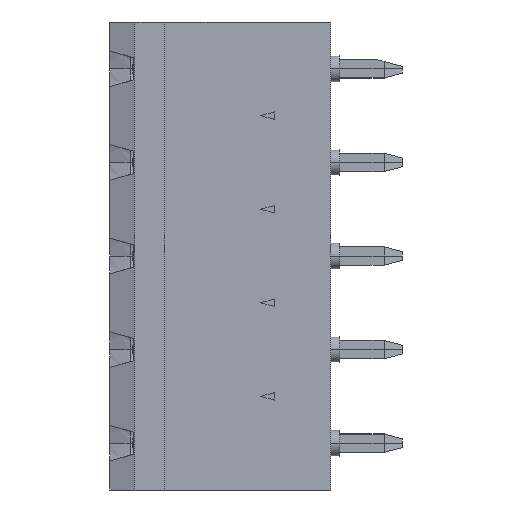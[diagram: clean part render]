
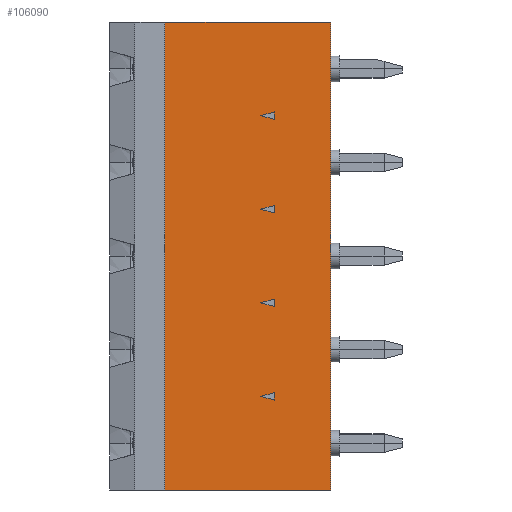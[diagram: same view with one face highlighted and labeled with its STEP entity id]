
A CAD part, left-side view. The second image highlights one B-rep face of the part: STEP entity #106090.
In plain terms, the highlighted face is planar.
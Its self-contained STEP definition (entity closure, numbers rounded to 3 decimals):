
#6790=CARTESIAN_POINT('',(36.627,45.443,
   2.54));
#6800=VERTEX_POINT('',#6790);
#6830=CARTESIAN_POINT('',(0.,45.443,
   2.54));
#6840=DIRECTION('',(1.,0.,
   0.));
#6850=VECTOR('',#6840,1.);
#6860=LINE('',#6830,#6850);
#6870=CARTESIAN_POINT('',(45.627,45.443,
   2.54));
#6880=VERTEX_POINT('',#6870);
#6890=EDGE_CURVE('',#6800,#6880,#6860,.T.);
#26710=CARTESIAN_POINT('',(39.677,45.443
   ,0.));
#26720=DIRECTION('',(0.,0.,
   1.));
#26730=VECTOR('',#26720,1.);
#26740=LINE('',#26710,#26730);
#26750=CARTESIAN_POINT('',(39.677,45.443
   ,-2.741));
#26760=VERTEX_POINT('',#26750);
#26770=CARTESIAN_POINT('',(39.677,45.443
   ,-2.339));
#26780=VERTEX_POINT('',#26770);
#26790=EDGE_CURVE('',#26760,#26780,#26740,.T.);
#27180=CARTESIAN_POINT('',(-0.05,
   45.443,-13.386));
#27190=DIRECTION('',(-0.966,0.,
   -0.259));
#27200=VECTOR('',#27190,1.);
#27210=LINE('',#27180,#27200);
#27220=CARTESIAN_POINT('',(40.427,45.443
   ,-2.54));
#27230=VERTEX_POINT('',#27220);
#27240=EDGE_CURVE('',#27230,#26760,#27210,.T.);
#27560=CARTESIAN_POINT('',(-0.05,
   45.443,8.306));
#27570=DIRECTION('',(0.966,0.,
   -0.259));
#27580=VECTOR('',#27570,1.);
#27590=LINE('',#27560,#27580);
#27600=EDGE_CURVE('',#26780,#27230,#27590,.T.);
#29520=CARTESIAN_POINT('',(36.627,45.443
   ,-22.86));
#29530=VERTEX_POINT('',#29520);
#29560=CARTESIAN_POINT('',(36.627,45.443
   ,-15.32));
#29570=DIRECTION('',(0.,0.,
   1.));
#29580=VECTOR('',#29570,1.);
#29590=LINE('',#29560,#29580);
#29600=EDGE_CURVE('',#29530,#6800,#29590,.T.);
#31250=CARTESIAN_POINT('',(45.627,45.443
   ,-15.32));
#31260=DIRECTION('',(0.,0.,
   1.));
#31270=VECTOR('',#31260,1.);
#31280=LINE('',#31250,#31270);
#31290=CARTESIAN_POINT('',(45.627,45.443
   ,-22.86));
#31300=VERTEX_POINT('',#31290);
#31310=EDGE_CURVE('',#31300,#6880,#31280,.T.);
#58680=CARTESIAN_POINT('',(39.677,45.443
   ,-5.08));
#58690=DIRECTION('',(0.,0.,
   1.));
#58700=VECTOR('',#58690,1.);
#58710=LINE('',#58680,#58700);
#58720=CARTESIAN_POINT('',(39.677,45.443
   ,-7.821));
#58730=VERTEX_POINT('',#58720);
#58740=CARTESIAN_POINT('',(39.677,45.443
   ,-7.419));
#58750=VERTEX_POINT('',#58740);
#58760=EDGE_CURVE('',#58730,#58750,#58710,.T.);
#59150=CARTESIAN_POINT('',(-0.05,
   45.443,-18.466));
#59160=DIRECTION('',(-0.966,0.,
   -0.259));
#59170=VECTOR('',#59160,1.);
#59180=LINE('',#59150,#59170);
#59190=CARTESIAN_POINT('',(40.427,45.443
   ,-7.62));
#59200=VERTEX_POINT('',#59190);
#59210=EDGE_CURVE('',#59200,#58730,#59180,.T.);
#59530=CARTESIAN_POINT('',(-0.05,
   45.443,3.226));
#59540=DIRECTION('',(0.966,0.,
   -0.259));
#59550=VECTOR('',#59540,1.);
#59560=LINE('',#59530,#59550);
#59570=EDGE_CURVE('',#58750,#59200,#59560,.T.);
#86540=CARTESIAN_POINT('',(39.677,45.443
   ,-10.16));
#86550=DIRECTION('',(0.,0.,
   1.));
#86560=VECTOR('',#86550,1.);
#86570=LINE('',#86540,#86560);
#86580=CARTESIAN_POINT('',(39.677,45.443
   ,-12.901));
#86590=VERTEX_POINT('',#86580);
#86600=CARTESIAN_POINT('',(39.677,45.443
   ,-12.499));
#86610=VERTEX_POINT('',#86600);
#86620=EDGE_CURVE('',#86590,#86610,#86570,.T.);
#87010=CARTESIAN_POINT('',(-0.05,
   45.443,-23.546));
#87020=DIRECTION('',(-0.966,0.,
   -0.259));
#87030=VECTOR('',#87020,1.);
#87040=LINE('',#87010,#87030);
#87050=CARTESIAN_POINT('',(40.427,45.443
   ,-12.7));
#87060=VERTEX_POINT('',#87050);
#87070=EDGE_CURVE('',#87060,#86590,#87040,.T.);
#87390=CARTESIAN_POINT('',(-0.05,
   45.443,-1.854));
#87400=DIRECTION('',(0.966,0.,
   -0.259));
#87410=VECTOR('',#87400,1.);
#87420=LINE('',#87390,#87410);
#87430=EDGE_CURVE('',#86610,#87060,#87420,.T.);
#105520=CARTESIAN_POINT('',(45.627,
   45.443,-15.32));
#105530=DIRECTION('',(0.,1.,
   0.));
#105540=DIRECTION('',(1.,0.,
   0.));
#105550=AXIS2_PLACEMENT_3D('',#105520,#105530,#105540);
#105560=PLANE('',#105550);
#105570=CARTESIAN_POINT('',(0.,
   45.443,-22.86));
#105580=DIRECTION('',(1.,0.,
   0.));
#105590=VECTOR('',#105580,1.);
#105600=LINE('',#105570,#105590);
#105610=EDGE_CURVE('',#29530,#31300,#105600,.T.);
#105620=ORIENTED_EDGE('',*,*,#105610,.F.);
#105630=ORIENTED_EDGE('',*,*,#31310,.F.);
#105640=ORIENTED_EDGE('',*,*,#6890,.T.);
#105650=ORIENTED_EDGE('',*,*,#29600,.T.);
#105660=EDGE_LOOP('',(#105650,#105640,#105630,#105620));
#105670=FACE_OUTER_BOUND('',#105660,.T.);
#105680=CARTESIAN_POINT('',(-0.05,
   45.443,-28.626));
#105690=DIRECTION('',(-0.966,0.,
   -0.259));
#105700=VECTOR('',#105690,1.);
#105710=LINE('',#105680,#105700);
#105720=CARTESIAN_POINT('',(40.427,
   45.443,-17.78));
#105730=VERTEX_POINT('',#105720);
#105740=CARTESIAN_POINT('',(39.677,
   45.443,-17.981));
#105750=VERTEX_POINT('',#105740);
#105760=EDGE_CURVE('',#105730,#105750,#105710,.T.);
#105770=ORIENTED_EDGE('',*,*,#105760,.F.);
#105780=CARTESIAN_POINT('',(39.677,
   45.443,-15.24));
#105790=DIRECTION('',(0.,0.,
   1.));
#105800=VECTOR('',#105790,1.);
#105810=LINE('',#105780,#105800);
#105820=CARTESIAN_POINT('',(39.677,
   45.443,-17.579));
#105830=VERTEX_POINT('',#105820);
#105840=EDGE_CURVE('',#105750,#105830,#105810,.T.);
#105850=ORIENTED_EDGE('',*,*,#105840,.F.);
#105860=CARTESIAN_POINT('',(-0.05,
   45.443,-6.934));
#105870=DIRECTION('',(0.966,0.,
   -0.259));
#105880=VECTOR('',#105870,1.);
#105890=LINE('',#105860,#105880);
#105900=EDGE_CURVE('',#105830,#105730,#105890,.T.);
#105910=ORIENTED_EDGE('',*,*,#105900,.F.);
#105920=EDGE_LOOP('',(#105910,#105850,#105770));
#105930=FACE_BOUND('',#105920,.T.);
#105940=ORIENTED_EDGE('',*,*,#87070,.F.);
#105950=ORIENTED_EDGE('',*,*,#86620,.F.);
#105960=ORIENTED_EDGE('',*,*,#87430,.F.);
#105970=EDGE_LOOP('',(#105960,#105950,#105940));
#105980=FACE_BOUND('',#105970,.T.);
#105990=ORIENTED_EDGE('',*,*,#59210,.F.);
#106000=ORIENTED_EDGE('',*,*,#58760,.F.);
#106010=ORIENTED_EDGE('',*,*,#59570,.F.);
#106020=EDGE_LOOP('',(#106010,#106000,#105990));
#106030=FACE_BOUND('',#106020,.T.);
#106040=ORIENTED_EDGE('',*,*,#27240,.F.);
#106050=ORIENTED_EDGE('',*,*,#26790,.F.);
#106060=ORIENTED_EDGE('',*,*,#27600,.F.);
#106070=EDGE_LOOP('',(#106060,#106050,#106040));
#106080=FACE_BOUND('',#106070,.T.);
#106090=ADVANCED_FACE('',(#105670,#105930,#105980,#106030,#106080),
   #105560,.T.);
